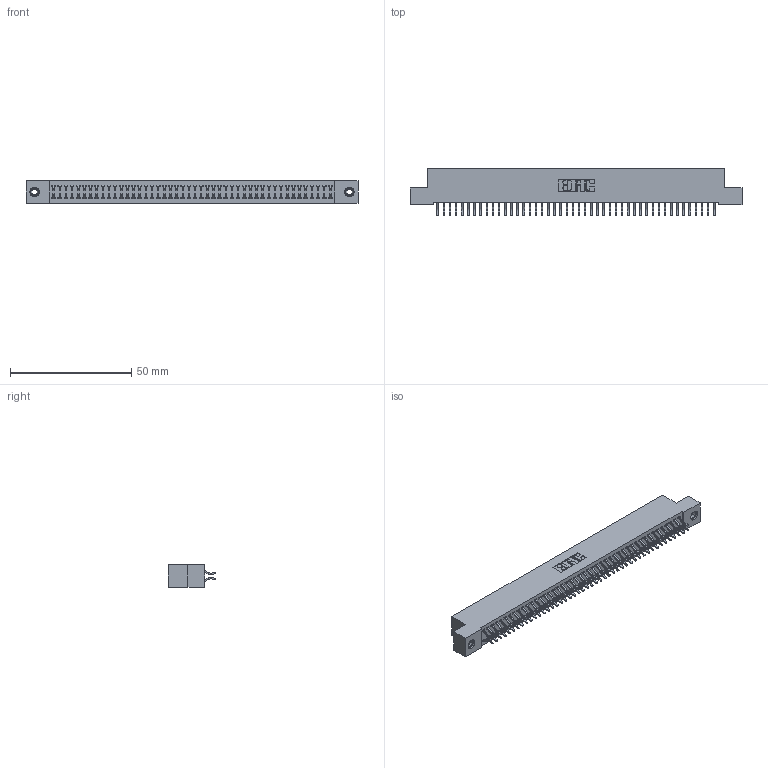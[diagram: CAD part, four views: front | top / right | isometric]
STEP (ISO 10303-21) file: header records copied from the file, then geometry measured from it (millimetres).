
FILE_DESCRIPTION (( 'STEP AP203' ), '1' );
FILE_NAME ('342-092-556-208.STEP', '2018-08-14T02:03:55', ( '' ), ( '' ), 'SwSTEP 2.0', 'SolidWorks 2016', '' );
FILE_SCHEMA (( 'CONFIG_CONTROL_DESIGN' ));
Length unit declared in the file: inch
Products named in the file (4): 342 Part_TI; 345-292-001_556 Tail; 345-250-001_345-250-003-102; 342-092-556-208
Assembly tree (95 placements, depth 2):
  342-092-556-208
    342 Part_TI
    345-292-001_556 Tail  x92
    345-250-001_345-250-003-102  x2
Bounding box: 137.16 x 19.58 x 9.4 mm (x, y, z)
Volume: 12334.7 mm3; surface area: 20097.4 mm2
Topology: 95 solids, 95 shells, 5506 faces, 16351 edges, 10770 vertices
Faces by surface type: plane 3778, cylinder 1712, cone 12, torus 4
Entity records: 30350 total; most frequent: CARTESIAN_POINT 5021, ORIENTED_EDGE 4938, DIRECTION 4303, EDGE_CURVE 2469, LINE 2313, VECTOR 2313, VERTEX_POINT 1640, AXIS2_PLACEMENT_3D 995
